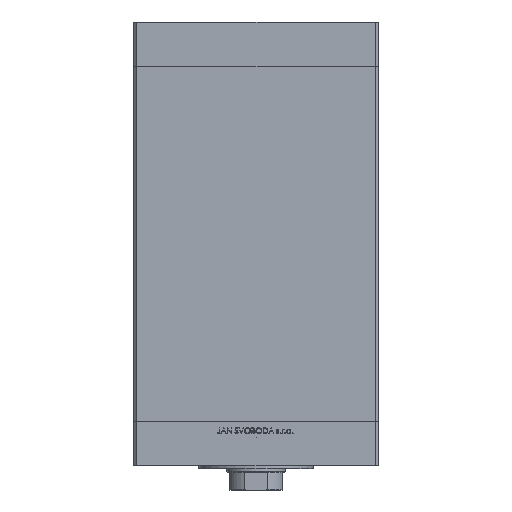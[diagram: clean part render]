
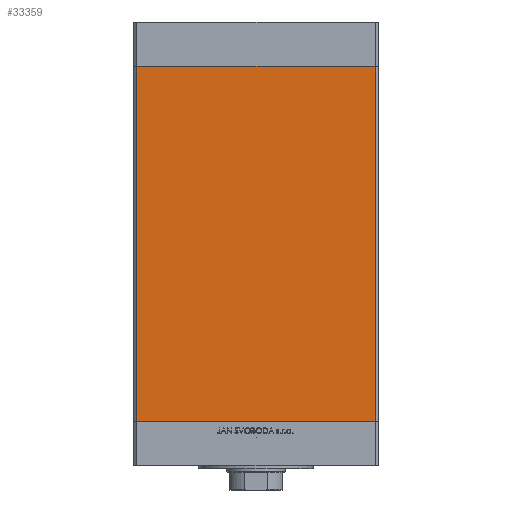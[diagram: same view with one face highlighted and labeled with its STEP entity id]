
A CAD part, front view. The second image highlights one B-rep face of the part: STEP entity #33359.
In plain terms, the highlighted planar face has unit normal (0, -1, 0).
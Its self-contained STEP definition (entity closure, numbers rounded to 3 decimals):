
#996 = EDGE_CURVE ( 'NONE', #17968, #13117, #42024, .T. ) ;
#1326 = EDGE_LOOP ( 'NONE', ( #12969, #21627, #27703, #3162 ) ) ;
#1456 = DIRECTION ( 'NONE',  ( 1., 0., 0. ) ) ;
#1946 = LINE ( 'NONE', #5417, #29173 ) ;
#3162 = ORIENTED_EDGE ( 'NONE', *, *, #7029, .T. ) ;
#5417 = CARTESIAN_POINT ( 'NONE',  ( -73., -62.5, 217. ) ) ;
#7029 = EDGE_CURVE ( 'NONE', #36316, #17968, #12978, .T. ) ;
#8327 = LINE ( 'NONE', #41988, #30885 ) ;
#10870 = VECTOR ( 'NONE', #20897, 1000. ) ;
#10913 = EDGE_CURVE ( 'NONE', #36316, #34734, #1946, .T. ) ;
#12969 = ORIENTED_EDGE ( 'NONE', *, *, #996, .T. ) ;
#12978 = LINE ( 'NONE', #42675, #10870 ) ;
#13117 = VERTEX_POINT ( 'NONE', #36259 ) ;
#13176 = VECTOR ( 'NONE', #34599, 1000. ) ;
#17968 = VERTEX_POINT ( 'NONE', #27397 ) ;
#17983 = EDGE_CURVE ( 'NONE', #34734, #13117, #8327, .T. ) ;
#19515 = CARTESIAN_POINT ( 'NONE',  ( -73., -62.5, 217. ) ) ;
#20897 = DIRECTION ( 'NONE',  ( 0., 0., -1. ) ) ;
#21627 = ORIENTED_EDGE ( 'NONE', *, *, #17983, .F. ) ;
#23219 = CARTESIAN_POINT ( 'NONE',  ( -73., -62.5, 0. ) ) ;
#23431 = DIRECTION ( 'NONE',  ( 0., 0., -1. ) ) ;
#24024 = FACE_OUTER_BOUND ( 'NONE', #1326, .T. ) ;
#24520 = DIRECTION ( 'NONE',  ( 0., 1., 0. ) ) ;
#25439 = DIRECTION ( 'NONE',  ( 0., 0., 1. ) ) ;
#27397 = CARTESIAN_POINT ( 'NONE',  ( -73., -62.5, 0. ) ) ;
#27703 = ORIENTED_EDGE ( 'NONE', *, *, #10913, .F. ) ;
#28044 = AXIS2_PLACEMENT_3D ( 'NONE', #28247, #24520, #25439 ) ;
#28247 = CARTESIAN_POINT ( 'NONE',  ( -73., -62.5, 217. ) ) ;
#29173 = VECTOR ( 'NONE', #1456, 1000. ) ;
#30885 = VECTOR ( 'NONE', #23431, 1000. ) ;
#33359 = ADVANCED_FACE ( 'NONE', ( #24024 ), #47033, .F. ) ;
#34599 = DIRECTION ( 'NONE',  ( 1., 0., 0. ) ) ;
#34734 = VERTEX_POINT ( 'NONE', #38043 ) ;
#36259 = CARTESIAN_POINT ( 'NONE',  ( 73., -62.5, 0. ) ) ;
#36316 = VERTEX_POINT ( 'NONE', #19515 ) ;
#38043 = CARTESIAN_POINT ( 'NONE',  ( 73., -62.5, 217. ) ) ;
#41988 = CARTESIAN_POINT ( 'NONE',  ( 73., -62.5, 217. ) ) ;
#42024 = LINE ( 'NONE', #23219, #13176 ) ;
#42675 = CARTESIAN_POINT ( 'NONE',  ( -73., -62.5, 217. ) ) ;
#47033 = PLANE ( 'NONE',  #28044 ) ;
